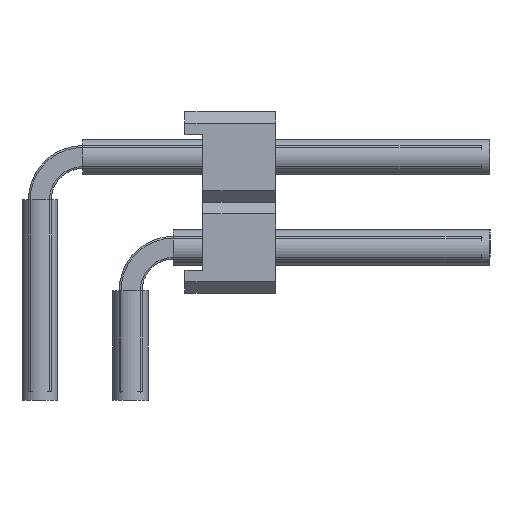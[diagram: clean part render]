
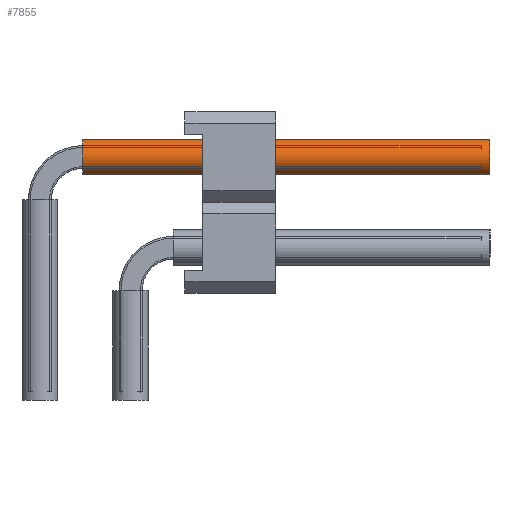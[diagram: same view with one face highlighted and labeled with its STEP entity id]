
A CAD part, left-side view. The second image highlights one B-rep face of the part: STEP entity #7855.
In plain terms, the highlighted cylindrical face has radius 0.5 mm (diameter 1 mm), a full revolution.
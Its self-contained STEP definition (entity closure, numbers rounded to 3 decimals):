
#4312=ORIENTED_EDGE('',*,*,#5432,.F.);
#4313=ORIENTED_EDGE('',*,*,#5433,.T.);
#5432=EDGE_CURVE('',#6176,#6176,#6440,.T.);
#5433=EDGE_CURVE('',#6177,#6177,#6441,.T.);
#6176=VERTEX_POINT('',#13133);
#6177=VERTEX_POINT('',#13135);
#6440=CIRCLE('',#8606,0.5);
#6441=CIRCLE('',#8607,0.5);
#6886=EDGE_LOOP('',(#4312));
#6887=EDGE_LOOP('',(#4313));
#7332=FACE_BOUND('',#6886,.T.);
#7333=FACE_BOUND('',#6887,.T.);
#7469=CYLINDRICAL_SURFACE('',#8605,0.5);
#7855=ADVANCED_FACE('',(#7332,#7333),#7469,.F.);
#8605=AXIS2_PLACEMENT_3D('',#13131,#10824,#10825);
#8606=AXIS2_PLACEMENT_3D('',#13132,#10826,#10827);
#8607=AXIS2_PLACEMENT_3D('',#13134,#10828,#10829);
#10824=DIRECTION('',(1.,0.,0.));
#10825=DIRECTION('',(0.,0.,-1.));
#10826=DIRECTION('',(-1.,0.,0.));
#10827=DIRECTION('',(0.,0.,1.));
#10828=DIRECTION('',(-1.,0.,0.));
#10829=DIRECTION('',(0.,0.,1.));
#13131=CARTESIAN_POINT('',(1.2,0.,6.81));
#13132=CARTESIAN_POINT('',(12.6,0.,6.81));
#13133=CARTESIAN_POINT('',(12.6,0.,7.31));
#13134=CARTESIAN_POINT('',(1.2,0.,6.81));
#13135=CARTESIAN_POINT('',(1.2,0.,7.31));
